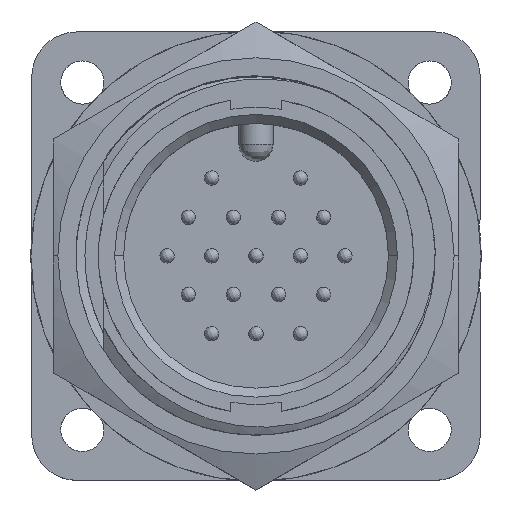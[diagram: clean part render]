
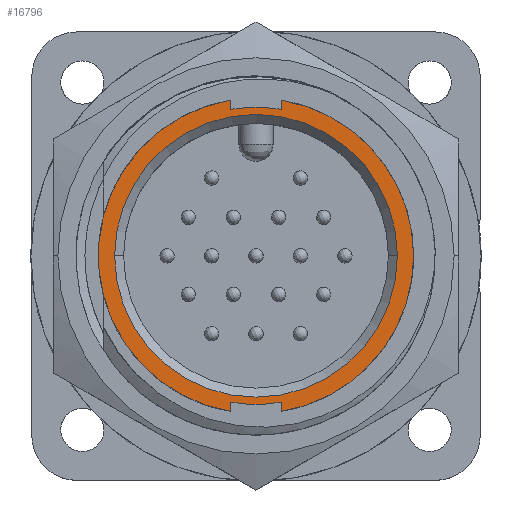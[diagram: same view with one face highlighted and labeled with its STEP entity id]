
A CAD part, top view. The second image highlights one B-rep face of the part: STEP entity #16796.
In plain terms, the highlighted planar face has unit normal (0, 0, 1).
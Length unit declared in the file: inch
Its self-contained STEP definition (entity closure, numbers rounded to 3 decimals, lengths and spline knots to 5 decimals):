
#134 = DIRECTION ( 'NONE',  ( 0., 0., 1. ) ) ;
#200 = CIRCLE ( 'NONE', #6161, 0.4375 ) ;
#561 = VECTOR ( 'NONE', #837, 39.37008 ) ;
#797 = DIRECTION ( 'NONE',  ( 0., 1., 0. ) ) ;
#809 = LINE ( 'NONE', #10854, #18415 ) ;
#837 = DIRECTION ( 'NONE',  ( 0., 1., 0. ) ) ;
#921 = CARTESIAN_POINT ( 'NONE',  ( 0.3925, 0.06195, 0. ) ) ;
#1283 = CIRCLE ( 'NONE', #18256, 0.4375 ) ;
#2145 = CARTESIAN_POINT ( 'NONE',  ( 0., 0.06195, 0. ) ) ;
#2158 = CIRCLE ( 'NONE', #15908, 0.4375 ) ;
#2249 = CIRCLE ( 'NONE', #15683, 0.4125 ) ;
#2299 = EDGE_CURVE ( 'NONE', #13098, #9545, #200, .T. ) ;
#2379 = EDGE_CURVE ( 'NONE', #6221, #7600, #14488, .T. ) ;
#2438 = CARTESIAN_POINT ( 'NONE',  ( 0.07, 0.49381, 0. ) ) ;
#2507 = EDGE_CURVE ( 'NONE', #18486, #18491, #2249, .T. ) ;
#2641 = ORIENTED_EDGE ( 'NONE', *, *, #2507, .F. ) ;
#2979 = DIRECTION ( 'NONE',  ( 0., 0., -1. ) ) ;
#3588 = EDGE_CURVE ( 'NONE', #18491, #18197, #9385, .T. ) ;
#3618 = CARTESIAN_POINT ( 'NONE',  ( -0.07, 0.46846, 0. ) ) ;
#3702 = CARTESIAN_POINT ( 'NONE',  ( 0.07, -0.36992, 0. ) ) ;
#4135 = DIRECTION ( 'NONE',  ( 0., 0., 1. ) ) ;
#4936 = CARTESIAN_POINT ( 'NONE',  ( 0., 0.06195, 0. ) ) ;
#5031 = DIRECTION ( 'NONE',  ( 0., 0., 1. ) ) ;
#5148 = VECTOR ( 'NONE', #8176, 39.37008 ) ;
#5192 = DIRECTION ( 'NONE',  ( 0., 0., -1. ) ) ;
#5513 = EDGE_LOOP ( 'NONE', ( #7499, #7556 ) ) ;
#5566 = ORIENTED_EDGE ( 'NONE', *, *, #2379, .F. ) ;
#5698 = CARTESIAN_POINT ( 'NONE',  ( -0.07, -0.36992, 0. ) ) ;
#5720 = AXIS2_PLACEMENT_3D ( 'NONE', #11524, #2979, #12966 ) ;
#5777 = LINE ( 'NONE', #16612, #12456 ) ;
#6134 = EDGE_CURVE ( 'NONE', #13540, #8153, #17157, .T. ) ;
#6161 = AXIS2_PLACEMENT_3D ( 'NONE', #4936, #14868, #6380 ) ;
#6221 = VERTEX_POINT ( 'NONE', #8789 ) ;
#6237 = FACE_BOUND ( 'NONE', #5513, .T. ) ;
#6380 = DIRECTION ( 'NONE',  ( 1., 0., 0. ) ) ;
#6634 = CARTESIAN_POINT ( 'NONE',  ( 0., 0.06195, 0. ) ) ;
#6659 = DIRECTION ( 'NONE',  ( 0., -1., 0. ) ) ;
#6753 = DIRECTION ( 'NONE',  ( 0., 0., -1. ) ) ;
#6765 = CARTESIAN_POINT ( 'NONE',  ( -0.07, 0.49381, 0. ) ) ;
#6898 = ORIENTED_EDGE ( 'NONE', *, *, #3588, .F. ) ;
#7020 = ORIENTED_EDGE ( 'NONE', *, *, #7834, .T. ) ;
#7499 = ORIENTED_EDGE ( 'NONE', *, *, #15422, .T. ) ;
#7556 = ORIENTED_EDGE ( 'NONE', *, *, #6134, .T. ) ;
#7600 = VERTEX_POINT ( 'NONE', #12255 ) ;
#7834 = EDGE_CURVE ( 'NONE', #9545, #18197, #1283, .T. ) ;
#8060 = DIRECTION ( 'NONE',  ( 1., 0., 0. ) ) ;
#8072 = AXIS2_PLACEMENT_3D ( 'NONE', #13687, #5192, #15129 ) ;
#8153 = VERTEX_POINT ( 'NONE', #921 ) ;
#8176 = DIRECTION ( 'NONE',  ( 0., 1., 0. ) ) ;
#8720 = CARTESIAN_POINT ( 'NONE',  ( 0., 0.06195, 0. ) ) ;
#8734 = AXIS2_PLACEMENT_3D ( 'NONE', #2145, #5031, #14979 ) ;
#8789 = CARTESIAN_POINT ( 'NONE',  ( 0.07, -0.34457, 0. ) ) ;
#9034 = CARTESIAN_POINT ( 'NONE',  ( 0.07, 0.46846, 0. ) ) ;
#9049 = CARTESIAN_POINT ( 'NONE',  ( -0.3925, 0.06195, 0. ) ) ;
#9209 = AXIS2_PLACEMENT_3D ( 'NONE', #6634, #16587, #8060 ) ;
#9385 = LINE ( 'NONE', #2438, #5148 ) ;
#9545 = VERTEX_POINT ( 'NONE', #11367 ) ;
#10142 = DIRECTION ( 'NONE',  ( 1., 0., 0. ) ) ;
#10663 = ORIENTED_EDGE ( 'NONE', *, *, #16967, .T. ) ;
#10854 = CARTESIAN_POINT ( 'NONE',  ( -0.07, 0.06195, 0. ) ) ;
#11146 = ORIENTED_EDGE ( 'NONE', *, *, #11834, .T. ) ;
#11367 = CARTESIAN_POINT ( 'NONE',  ( 0.4375, 0.06195, 0. ) ) ;
#11524 = CARTESIAN_POINT ( 'NONE',  ( 0., 0.06195, 0. ) ) ;
#11834 = EDGE_CURVE ( 'NONE', #15495, #14849, #2158, .T. ) ;
#12255 = CARTESIAN_POINT ( 'NONE',  ( -0.07, -0.34457, 0. ) ) ;
#12447 = CIRCLE ( 'NONE', #9209, 0.3925 ) ;
#12456 = VECTOR ( 'NONE', #6659, 39.37008 ) ;
#12691 = CARTESIAN_POINT ( 'NONE',  ( 0., 0.06195, 0. ) ) ;
#12782 = CARTESIAN_POINT ( 'NONE',  ( 0.07, 0.49381, 0. ) ) ;
#12897 = EDGE_LOOP ( 'NONE', ( #5566, #10663, #17976, #7020, #6898, #2641, #16063, #11146, #18076 ) ) ;
#12966 = DIRECTION ( 'NONE',  ( 1., 0., 0. ) ) ;
#13098 = VERTEX_POINT ( 'NONE', #3702 ) ;
#13540 = VERTEX_POINT ( 'NONE', #9049 ) ;
#13687 = CARTESIAN_POINT ( 'NONE',  ( 0., 0.06195, 0. ) ) ;
#13777 = EDGE_CURVE ( 'NONE', #18486, #15495, #809, .T. ) ;
#14095 = EDGE_CURVE ( 'NONE', #14849, #7600, #15736, .T. ) ;
#14103 = DIRECTION ( 'NONE',  ( 1., 0., 0. ) ) ;
#14488 = CIRCLE ( 'NONE', #8072, 0.4125 ) ;
#14849 = VERTEX_POINT ( 'NONE', #5698 ) ;
#14868 = DIRECTION ( 'NONE',  ( 0., 0., 1. ) ) ;
#14979 = DIRECTION ( 'NONE',  ( 1., 0., 0. ) ) ;
#15129 = DIRECTION ( 'NONE',  ( -1., 0., 0. ) ) ;
#15247 = CARTESIAN_POINT ( 'NONE',  ( 0., 0.06195, 0. ) ) ;
#15422 = EDGE_CURVE ( 'NONE', #8153, #13540, #12447, .T. ) ;
#15495 = VERTEX_POINT ( 'NONE', #6765 ) ;
#15683 = AXIS2_PLACEMENT_3D ( 'NONE', #15247, #6753, #16702 ) ;
#15736 = LINE ( 'NONE', #17918, #561 ) ;
#15908 = AXIS2_PLACEMENT_3D ( 'NONE', #12691, #4135, #14103 ) ;
#16063 = ORIENTED_EDGE ( 'NONE', *, *, #13777, .T. ) ;
#16587 = DIRECTION ( 'NONE',  ( 0., 0., -1. ) ) ;
#16612 = CARTESIAN_POINT ( 'NONE',  ( 0.07, 0.06195, 0. ) ) ;
#16702 = DIRECTION ( 'NONE',  ( -1., 0., 0. ) ) ;
#16796 = ADVANCED_FACE ( 'NONE', ( #17139, #6237 ), #17784, .T. ) ;
#16967 = EDGE_CURVE ( 'NONE', #6221, #13098, #5777, .T. ) ;
#17139 = FACE_OUTER_BOUND ( 'NONE', #12897, .T. ) ;
#17157 = CIRCLE ( 'NONE', #5720, 0.3925 ) ;
#17784 = PLANE ( 'NONE',  #8734 ) ;
#17918 = CARTESIAN_POINT ( 'NONE',  ( -0.07, 0.06195, 0. ) ) ;
#17976 = ORIENTED_EDGE ( 'NONE', *, *, #2299, .T. ) ;
#18076 = ORIENTED_EDGE ( 'NONE', *, *, #14095, .T. ) ;
#18197 = VERTEX_POINT ( 'NONE', #12782 ) ;
#18256 = AXIS2_PLACEMENT_3D ( 'NONE', #8720, #134, #10142 ) ;
#18415 = VECTOR ( 'NONE', #797, 39.37008 ) ;
#18486 = VERTEX_POINT ( 'NONE', #3618 ) ;
#18491 = VERTEX_POINT ( 'NONE', #9034 ) ;
